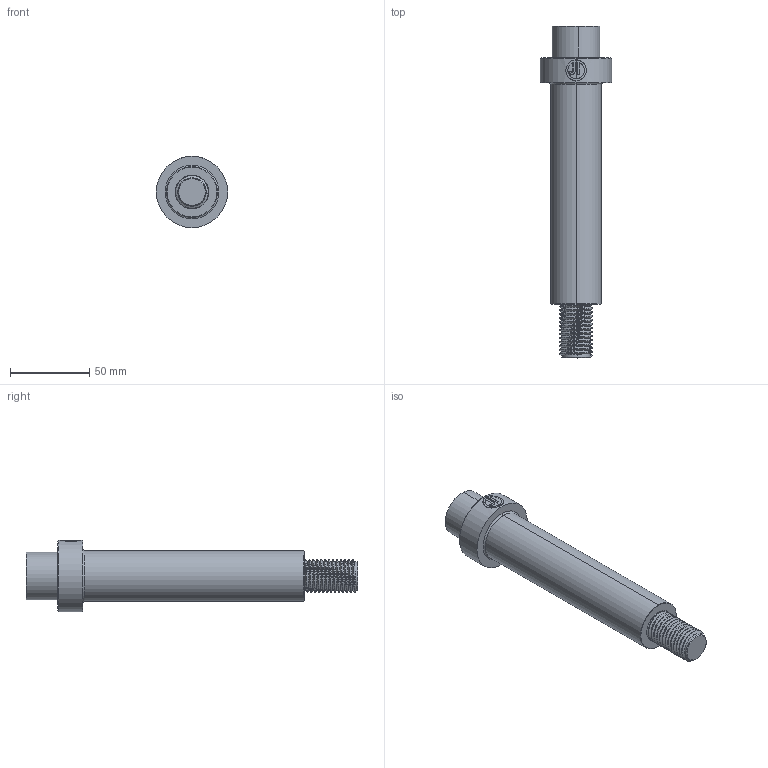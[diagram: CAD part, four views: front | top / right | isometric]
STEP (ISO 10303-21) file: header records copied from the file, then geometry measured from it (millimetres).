
FILE_DESCRIPTION (( 'STEP AP214' ), '1' );
FILE_NAME ('MSR-D32-L140.STEP', '2021-10-24T08:07:38', ( '' ), ( '' ), 'SwSTEP 2.0', 'SolidWorks 2016', '' );
FILE_SCHEMA (( 'AUTOMOTIVE_DESIGN' ));
Length unit declared in the file: millimetre
Products named in the file (5): MSR1-D32-L140; MSR2-D32-L140; MSR-D32-L140
Assembly tree (2 placements, depth 2):
  MSR1-D32-L140
  MSR2-D32-L140
  MSR-D32-L140
    MSR1-D32-L140
    MSR2-D32-L140
Bounding box: 45 x 210 x 45 mm (x, y, z)
Volume: 146857.7 mm3; surface area: 45122.7 mm2
Topology: 2 solids, 2 shells, 114 faces, 290 edges, 182 vertices
Faces by surface type: cylinder 44, plane 32, cone 19, bspline 11, torus 8
Entity records: 7973 total; most frequent: CARTESIAN_POINT 5376, ORIENTED_EDGE 576, DIRECTION 462, EDGE_CURVE 288, VERTEX_POINT 182, AXIS2_PLACEMENT_3D 182, EDGE_LOOP 120, FACE_OUTER_BOUND 114
